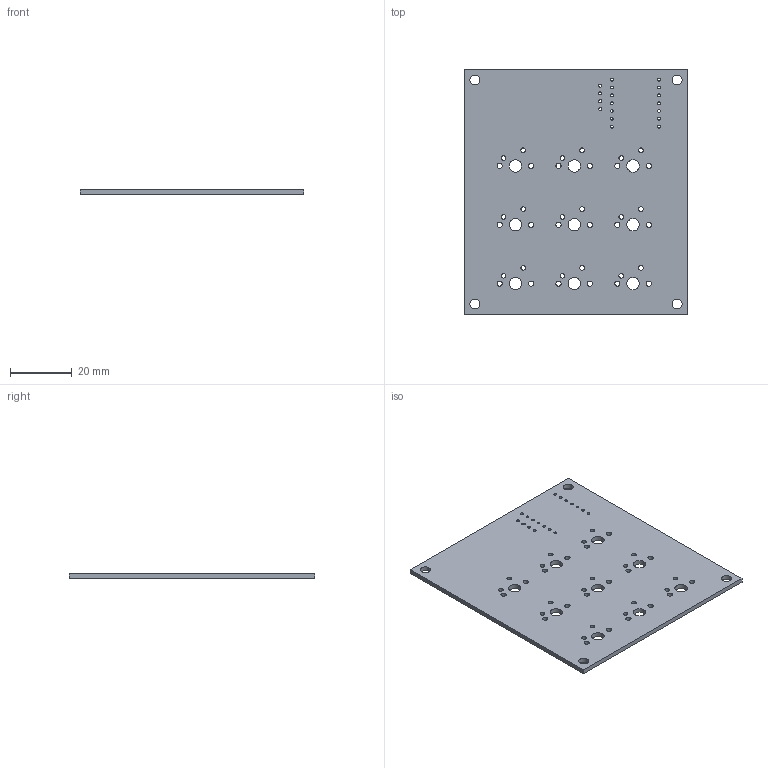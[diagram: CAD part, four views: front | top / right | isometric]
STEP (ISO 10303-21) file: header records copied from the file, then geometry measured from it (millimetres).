
FILE_DESCRIPTION(('KiCad electronic assembly'),'2;1');
FILE_NAME('Bob.step','2025-12-19T15:35:03',('Pcbnew'),('Kicad'), 'Open CASCADE STEP processor 7.9','KiCad to STEP converter','Unknown' );
FILE_SCHEMA(('AUTOMOTIVE_DESIGN { 1 0 10303 214 1 1 1 1 }'));
Length unit declared in the file: millimetre
Products named in the file (2): Bob 1; Bob_PCB
Assembly tree (1 placements, depth 2):
  Bob 1
    Bob_PCB
Bounding box: 72.5 x 79.5 x 1.51 mm (x, y, z)
Volume: 8356.3 mm3; surface area: 12109.8 mm2
Topology: 1 solids, 1 shells, 73 faces, 213 edges, 142 vertices
Faces by surface type: cylinder 67, plane 6
Full cylindrical faces by diameter (mm): 0.889 x14, 1 x4, 1.5 x18, 1.7 x18, 3.2 x4, 4 x9
Entity records: 2806 total; most frequent: DIRECTION 497, CARTESIAN_POINT 430, ORIENTED_EDGE 426, EDGE_CURVE 213, AXIS2_PLACEMENT_3D 209, FACE_BOUND 207, EDGE_LOOP 207, VERTEX_POINT 142
